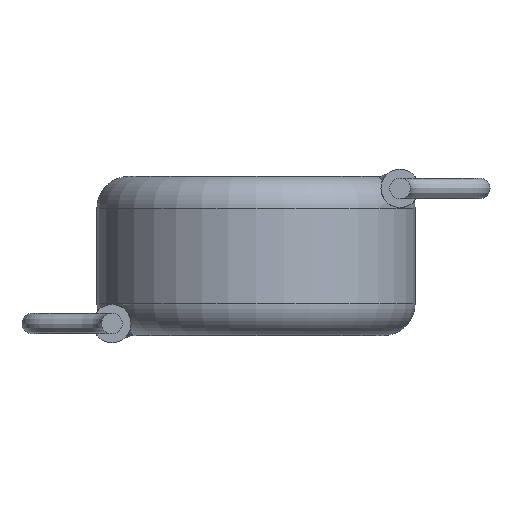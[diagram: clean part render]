
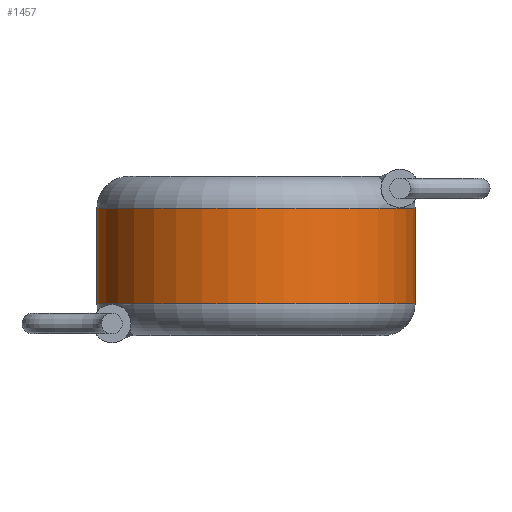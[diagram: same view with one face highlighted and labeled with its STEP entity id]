
A CAD part, front view. The second image highlights one B-rep face of the part: STEP entity #1457.
In plain terms, the highlighted cylindrical face has radius 5 mm (diameter 10 mm), a partial arc.
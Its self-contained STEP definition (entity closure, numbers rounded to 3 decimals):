
#35 = DIRECTION ( 'NONE',  ( -1., 0., 0. ) ) ;
#48 = EDGE_CURVE ( 'NONE', #1641, #1386, #1545, .T. ) ;
#98 = CARTESIAN_POINT ( 'NONE',  ( -5., 0., 5. ) ) ;
#138 = EDGE_LOOP ( 'NONE', ( #2895, #189, #344, #768 ) ) ;
#189 = ORIENTED_EDGE ( 'NONE', *, *, #1673, .T. ) ;
#344 = ORIENTED_EDGE ( 'NONE', *, *, #2526, .T. ) ;
#413 = AXIS2_PLACEMENT_3D ( 'NONE', #2768, #2457, #4022 ) ;
#469 = CARTESIAN_POINT ( 'NONE',  ( 5., 0., 4. ) ) ;
#599 = DIRECTION ( 'NONE',  ( 1., 0., 0. ) ) ;
#625 = VERTEX_POINT ( 'NONE', #1331 ) ;
#699 = CARTESIAN_POINT ( 'NONE',  ( 0., 0., 5. ) ) ;
#748 = CIRCLE ( 'NONE', #413, 5. ) ;
#768 = ORIENTED_EDGE ( 'NONE', *, *, #2245, .T. ) ;
#1194 = CIRCLE ( 'NONE', #2969, 5. ) ;
#1331 = CARTESIAN_POINT ( 'NONE',  ( -5., 0., 4. ) ) ;
#1334 = LINE ( 'NONE', #98, #3598 ) ;
#1340 = DIRECTION ( 'NONE',  ( 0., 0., -1. ) ) ;
#1386 = VERTEX_POINT ( 'NONE', #1646 ) ;
#1436 = CARTESIAN_POINT ( 'NONE',  ( 5., 0., 5. ) ) ;
#1457 = ADVANCED_FACE ( 'NONE', ( #3002 ), #1516, .T. ) ;
#1516 = CYLINDRICAL_SURFACE ( 'NONE', #3363, 5. ) ;
#1545 = LINE ( 'NONE', #1436, #3333 ) ;
#1641 = VERTEX_POINT ( 'NONE', #469 ) ;
#1646 = CARTESIAN_POINT ( 'NONE',  ( 5., 0., 1. ) ) ;
#1673 = EDGE_CURVE ( 'NONE', #1641, #625, #748, .T. ) ;
#1810 = VERTEX_POINT ( 'NONE', #3342 ) ;
#1985 = DIRECTION ( 'NONE',  ( 0., 0., -1. ) ) ;
#2202 = CARTESIAN_POINT ( 'NONE',  ( 0., 0., 1. ) ) ;
#2245 = EDGE_CURVE ( 'NONE', #1810, #1386, #1194, .T. ) ;
#2457 = DIRECTION ( 'NONE',  ( 0., 0., -1. ) ) ;
#2526 = EDGE_CURVE ( 'NONE', #625, #1810, #1334, .T. ) ;
#2529 = DIRECTION ( 'NONE',  ( 0., 0., 1. ) ) ;
#2768 = CARTESIAN_POINT ( 'NONE',  ( 0., 0., 4. ) ) ;
#2895 = ORIENTED_EDGE ( 'NONE', *, *, #48, .F. ) ;
#2969 = AXIS2_PLACEMENT_3D ( 'NONE', #2202, #2529, #599 ) ;
#3002 = FACE_OUTER_BOUND ( 'NONE', #138, .T. ) ;
#3333 = VECTOR ( 'NONE', #3637, 1000. ) ;
#3342 = CARTESIAN_POINT ( 'NONE',  ( -5., 0., 1. ) ) ;
#3363 = AXIS2_PLACEMENT_3D ( 'NONE', #699, #1985, #35 ) ;
#3598 = VECTOR ( 'NONE', #1340, 1000. ) ;
#3637 = DIRECTION ( 'NONE',  ( 0., 0., -1. ) ) ;
#4022 = DIRECTION ( 'NONE',  ( 1., 0., 0. ) ) ;
